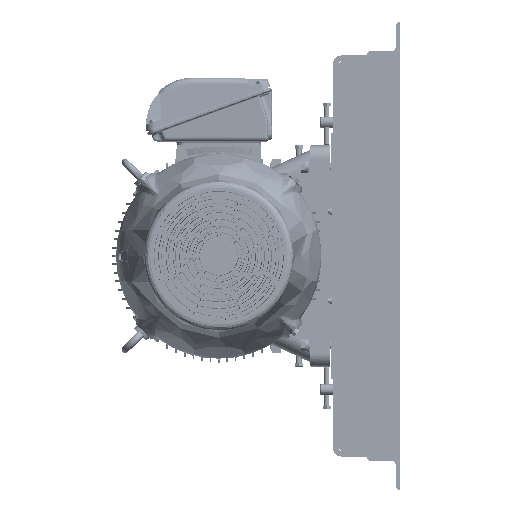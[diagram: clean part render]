
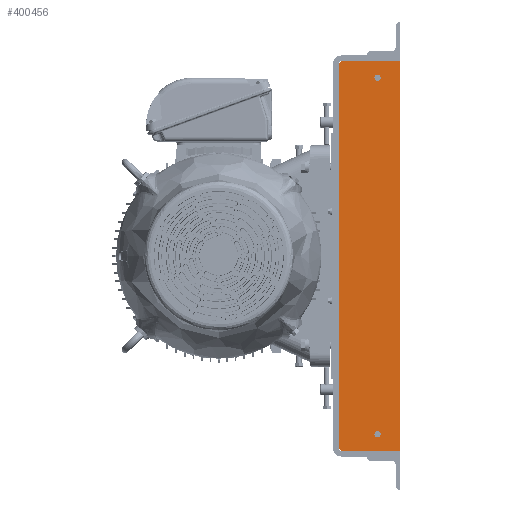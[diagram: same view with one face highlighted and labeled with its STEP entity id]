
A CAD part, left-side view. The second image highlights one B-rep face of the part: STEP entity #400456.
In plain terms, the highlighted planar face has unit normal (-1, 0, 0).
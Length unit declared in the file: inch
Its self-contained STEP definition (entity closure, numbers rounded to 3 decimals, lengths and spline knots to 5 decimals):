
#2409 = VERTEX_POINT ( 'NONE', #468512 ) ;
#5989 = VERTEX_POINT ( 'NONE', #293792 ) ;
#6871 = VECTOR ( 'NONE', #352064, 39.37008 ) ;
#18014 = ORIENTED_EDGE ( 'NONE', *, *, #329823, .T. ) ;
#21943 = VECTOR ( 'NONE', #374289, 39.37008 ) ;
#28169 = DIRECTION ( 'NONE',  ( -1., 0., 0. ) ) ;
#46346 = FACE_OUTER_BOUND ( 'NONE', #70116, .T. ) ;
#53363 = VERTEX_POINT ( 'NONE', #90363 ) ;
#56376 = CARTESIAN_POINT ( 'NONE',  ( 0., 0., -0.5 ) ) ;
#64668 = EDGE_CURVE ( 'NONE', #53363, #244818, #447707, .T. ) ;
#70116 = EDGE_LOOP ( 'NONE', ( #90764, #307478, #472854, #18014, #419860, #254944 ) ) ;
#70843 = EDGE_CURVE ( 'NONE', #400386, #5989, #328796, .T. ) ;
#79346 = CIRCLE ( 'NONE', #405513, 0.28125 ) ;
#90363 = CARTESIAN_POINT ( 'NONE',  ( 0., 5.25, -35.5 ) ) ;
#90764 = ORIENTED_EDGE ( 'NONE', *, *, #64668, .T. ) ;
#105302 = DIRECTION ( 'NONE',  ( -1., 0., 0. ) ) ;
#118838 = CARTESIAN_POINT ( 'NONE',  ( 0., 0., -35.5 ) ) ;
#134796 = CARTESIAN_POINT ( 'NONE',  ( 0., 5.25, -0.5 ) ) ;
#151752 = EDGE_CURVE ( 'NONE', #383250, #383250, #410847, .T. ) ;
#163312 = VECTOR ( 'NONE', #199033, 39.37008 ) ;
#165680 = ORIENTED_EDGE ( 'NONE', *, *, #151752, .F. ) ;
#165948 = DIRECTION ( 'NONE',  ( -1., 0., 0. ) ) ;
#174876 = LINE ( 'NONE', #455991, #163312 ) ;
#181403 = CARTESIAN_POINT ( 'NONE',  ( 0., 2., -33.71875 ) ) ;
#199033 = DIRECTION ( 'NONE',  ( 0., -0.707, -0.707 ) ) ;
#226387 = CARTESIAN_POINT ( 'NONE',  ( 0., 5.25, -35.5 ) ) ;
#229508 = DIRECTION ( 'NONE',  ( 0., -1., 0. ) ) ;
#230434 = FACE_BOUND ( 'NONE', #307036, .T. ) ;
#235577 = LINE ( 'NONE', #134796, #430936 ) ;
#242001 = FACE_BOUND ( 'NONE', #253566, .T. ) ;
#244818 = VERTEX_POINT ( 'NONE', #450679 ) ;
#247279 = VERTEX_POINT ( 'NONE', #247585 ) ;
#247585 = CARTESIAN_POINT ( 'NONE',  ( 0., 0., -0.5 ) ) ;
#248424 = CARTESIAN_POINT ( 'NONE',  ( 0., 2., -2. ) ) ;
#252367 = VECTOR ( 'NONE', #229508, 39.37008 ) ;
#253566 = EDGE_LOOP ( 'NONE', ( #417369 ) ) ;
#254944 = ORIENTED_EDGE ( 'NONE', *, *, #465507, .T. ) ;
#269790 = EDGE_CURVE ( 'NONE', #2409, #2409, #79346, .T. ) ;
#275991 = CARTESIAN_POINT ( 'NONE',  ( 0., 5.25, -0.5 ) ) ;
#283744 = CARTESIAN_POINT ( 'NONE',  ( 0., 5.5, -0.75 ) ) ;
#285352 = PLANE ( 'NONE',  #476908 ) ;
#285411 = DIRECTION ( 'NONE',  ( 0., 0., 1. ) ) ;
#293792 = CARTESIAN_POINT ( 'NONE',  ( 0., 5.5, -35.25 ) ) ;
#303793 = LINE ( 'NONE', #118838, #21943 ) ;
#307036 = EDGE_LOOP ( 'NONE', ( #165680 ) ) ;
#307478 = ORIENTED_EDGE ( 'NONE', *, *, #447391, .T. ) ;
#325432 = CARTESIAN_POINT ( 'NONE',  ( 0., 0., -35.5 ) ) ;
#328796 = LINE ( 'NONE', #363128, #426482 ) ;
#329823 = EDGE_CURVE ( 'NONE', #421996, #400386, #235577, .T. ) ;
#352064 = DIRECTION ( 'NONE',  ( 0., 1., 0. ) ) ;
#352133 = AXIS2_PLACEMENT_3D ( 'NONE', #386097, #165948, #423070 ) ;
#362372 = DIRECTION ( 'NONE',  ( 0., 0., 1. ) ) ;
#363128 = CARTESIAN_POINT ( 'NONE',  ( 0., 5.5, -0.75 ) ) ;
#374289 = DIRECTION ( 'NONE',  ( 0., 0., 1. ) ) ;
#383250 = VERTEX_POINT ( 'NONE', #181403 ) ;
#386097 = CARTESIAN_POINT ( 'NONE',  ( 0., 2., -34. ) ) ;
#386386 = LINE ( 'NONE', #56376, #6871 ) ;
#391888 = DIRECTION ( 'NONE',  ( 0., 0.707, -0.707 ) ) ;
#400386 = VERTEX_POINT ( 'NONE', #283744 ) ;
#400456 = ADVANCED_FACE ( 'NONE', ( #230434, #242001, #46346 ), #285352, .T. ) ;
#405513 = AXIS2_PLACEMENT_3D ( 'NONE', #248424, #28169, #285411 ) ;
#408056 = EDGE_CURVE ( 'NONE', #247279, #421996, #386386, .T. ) ;
#410847 = CIRCLE ( 'NONE', #352133, 0.28125 ) ;
#417369 = ORIENTED_EDGE ( 'NONE', *, *, #269790, .F. ) ;
#419860 = ORIENTED_EDGE ( 'NONE', *, *, #70843, .T. ) ;
#421996 = VERTEX_POINT ( 'NONE', #275991 ) ;
#423070 = DIRECTION ( 'NONE',  ( 0., 0., 1. ) ) ;
#426482 = VECTOR ( 'NONE', #473976, 39.37008 ) ;
#430936 = VECTOR ( 'NONE', #391888, 39.37008 ) ;
#447391 = EDGE_CURVE ( 'NONE', #244818, #247279, #303793, .T. ) ;
#447707 = LINE ( 'NONE', #226387, #252367 ) ;
#450679 = CARTESIAN_POINT ( 'NONE',  ( 0., 0., -35.5 ) ) ;
#455991 = CARTESIAN_POINT ( 'NONE',  ( 0., 5.5, -35.25 ) ) ;
#465507 = EDGE_CURVE ( 'NONE', #5989, #53363, #174876, .T. ) ;
#468512 = CARTESIAN_POINT ( 'NONE',  ( 0., 2., -1.71875 ) ) ;
#472854 = ORIENTED_EDGE ( 'NONE', *, *, #408056, .T. ) ;
#473976 = DIRECTION ( 'NONE',  ( 0., 0., -1. ) ) ;
#476908 = AXIS2_PLACEMENT_3D ( 'NONE', #325432, #105302, #362372 ) ;
